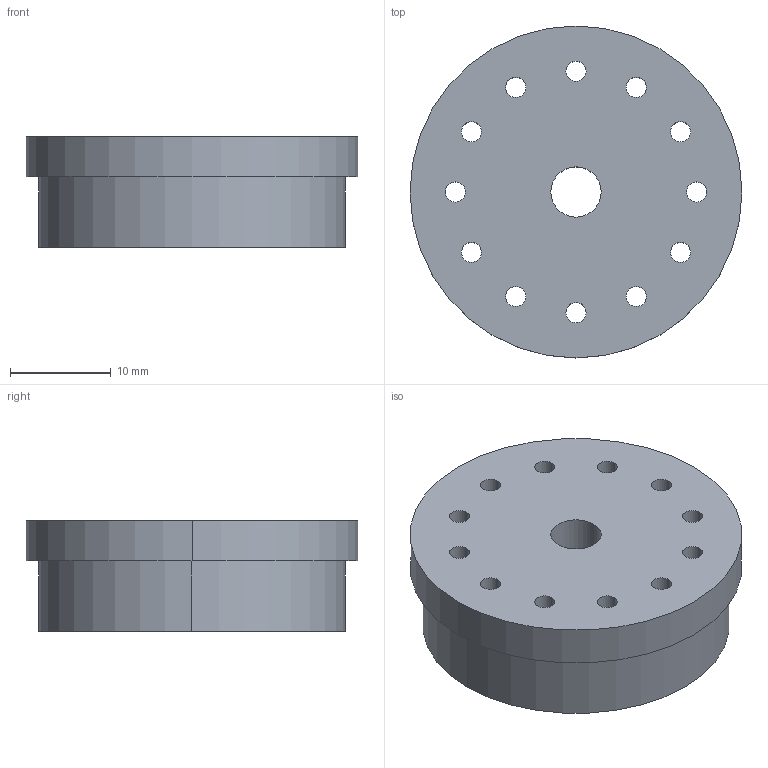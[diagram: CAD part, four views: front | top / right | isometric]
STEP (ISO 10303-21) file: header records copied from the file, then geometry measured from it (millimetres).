
FILE_DESCRIPTION (( 'STEP AP214' ), '1' );
FILE_NAME ('Load_Plates_28_without_load_pin.STEP', '2023-10-30T14:37:07', ( '' ), ( '' ), 'SwSTEP 2.0', 'SolidWorks 2022', '' );
FILE_SCHEMA (( 'AUTOMOTIVE_DESIGN' ));
Length unit declared in the file: millimetre
Products named in the file (1): Load_Plates_28_without_load_pin
Bounding box: 33 x 33 x 11 mm (x, y, z)
Volume: 7904.8 mm3; surface area: 3683.5 mm2
Topology: 1 solids, 1 shells, 33 faces, 90 edges, 60 vertices
Faces by surface type: cylinder 30, plane 3
Entity records: 1170 total; most frequent: DIRECTION 218, CARTESIAN_POINT 184, ORIENTED_EDGE 180, AXIS2_PLACEMENT_3D 94, EDGE_CURVE 90, VERTEX_POINT 60, EDGE_LOOP 60, CIRCLE 60
